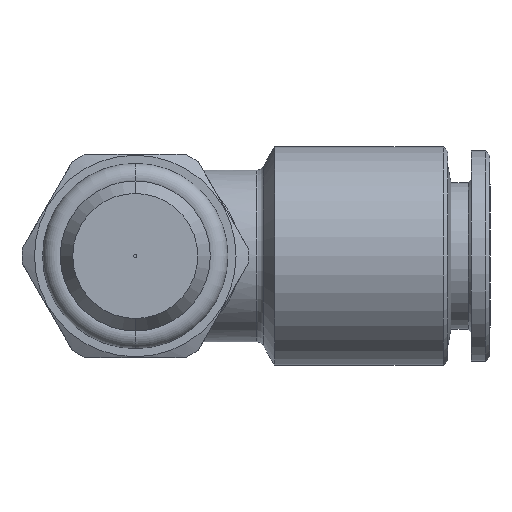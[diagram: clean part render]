
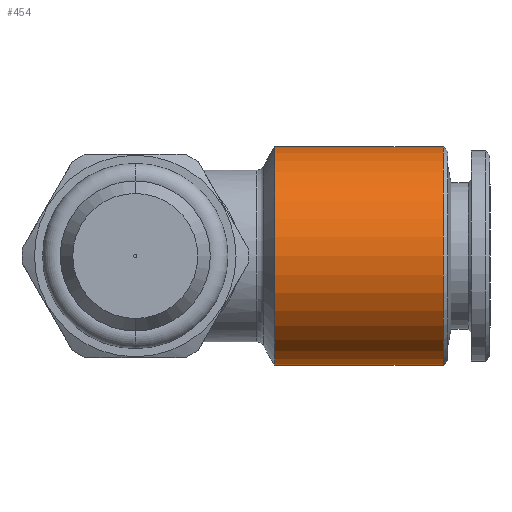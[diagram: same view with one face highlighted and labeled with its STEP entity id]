
A CAD part, front view. The second image highlights one B-rep face of the part: STEP entity #454.
In plain terms, the highlighted cylindrical face has radius 7 mm (diameter 14 mm), a partial arc.
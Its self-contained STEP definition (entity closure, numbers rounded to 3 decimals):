
#3 = VERTEX_POINT ( 'NONE', #1991 ) ;
#21 = VERTEX_POINT ( 'NONE', #2035 ) ;
#50 = EDGE_CURVE ( 'NONE', #3, #21, #2054, .T. ) ;
#83 = VERTEX_POINT ( 'NONE', #2183 ) ;
#93 = VERTEX_POINT ( 'NONE', #2108 ) ;
#144 = EDGE_CURVE ( 'NONE', #83, #93, #2270, .T. ) ;
#419 = ORIENTED_EDGE ( 'NONE', *, *, #50, .F. ) ;
#426 = ORIENTED_EDGE ( 'NONE', *, *, #620, .T. ) ;
#431 = ORIENTED_EDGE ( 'NONE', *, *, #446, .T. ) ;
#440 = EDGE_LOOP ( 'NONE', ( #419, #431, #442, #426 ) ) ;
#442 = ORIENTED_EDGE ( 'NONE', *, *, #144, .T. ) ;
#446 = EDGE_CURVE ( 'NONE', #3, #83, #2878, .T. ) ;
#454 = ADVANCED_FACE ( 'NONE', ( #2861 ), #2881, .T. ) ;
#620 = EDGE_CURVE ( 'NONE', #93, #21, #3155, .T. ) ;
#1991 = CARTESIAN_POINT ( 'NONE',  ( 19.7, 18., -7. ) ) ;
#2035 = CARTESIAN_POINT ( 'NONE',  ( 8.923, 18., -7. ) ) ;
#2054 = LINE ( 'NONE', #2077, #2067 ) ;
#2066 = DIRECTION ( 'NONE',  ( -1., 0., 0. ) ) ;
#2067 = VECTOR ( 'NONE', #2066, 1000. ) ;
#2077 = CARTESIAN_POINT ( 'NONE',  ( 0., 18., -7. ) ) ;
#2108 = CARTESIAN_POINT ( 'NONE',  ( 8.923, 18., 7. ) ) ;
#2183 = CARTESIAN_POINT ( 'NONE',  ( 19.7, 18., 7. ) ) ;
#2224 = DIRECTION ( 'NONE',  ( -1., 0., 0. ) ) ;
#2256 = CARTESIAN_POINT ( 'NONE',  ( 0., 18., 7. ) ) ;
#2258 = VECTOR ( 'NONE', #2224, 1000. ) ;
#2270 = LINE ( 'NONE', #2256, #2258 ) ;
#2861 = FACE_OUTER_BOUND ( 'NONE', #440, .T. ) ;
#2864 = CARTESIAN_POINT ( 'NONE',  ( 0., 18., 0. ) ) ;
#2865 = AXIS2_PLACEMENT_3D ( 'NONE', #2864, #2880, #2904 ) ;
#2877 = AXIS2_PLACEMENT_3D ( 'NONE', #2900, #2887, #2886 ) ;
#2878 = CIRCLE ( 'NONE', #2877, 7. ) ;
#2880 = DIRECTION ( 'NONE',  ( -1., 0., 0. ) ) ;
#2881 = CYLINDRICAL_SURFACE ( 'NONE', #2865, 7. ) ;
#2886 = DIRECTION ( 'NONE',  ( 0., 0., 1. ) ) ;
#2887 = DIRECTION ( 'NONE',  ( -1., 0., 0. ) ) ;
#2900 = CARTESIAN_POINT ( 'NONE',  ( 19.7, 18., 0. ) ) ;
#2904 = DIRECTION ( 'NONE',  ( 0., 0., 1. ) ) ;
#3151 = DIRECTION ( 'NONE',  ( 0., 0., -1. ) ) ;
#3152 = DIRECTION ( 'NONE',  ( 1., 0., 0. ) ) ;
#3155 = CIRCLE ( 'NONE', #3156, 7. ) ;
#3156 = AXIS2_PLACEMENT_3D ( 'NONE', #3158, #3152, #3151 ) ;
#3158 = CARTESIAN_POINT ( 'NONE',  ( 8.923, 18., 0. ) ) ;
